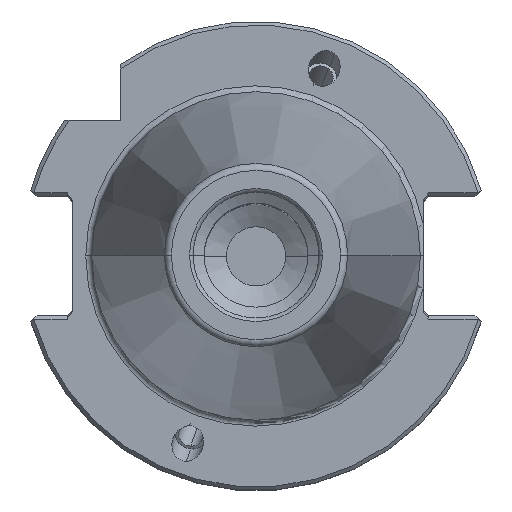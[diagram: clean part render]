
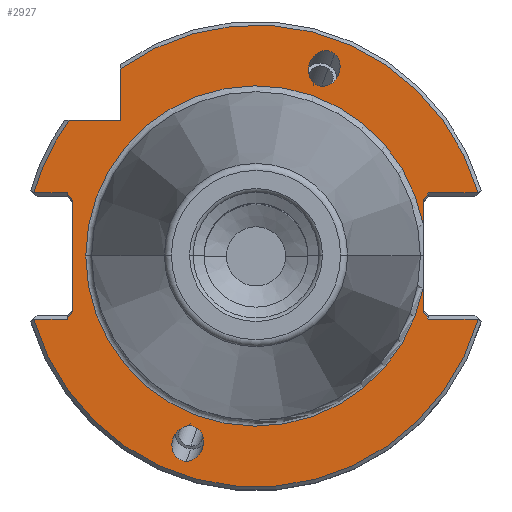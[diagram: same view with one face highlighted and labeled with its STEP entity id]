
A CAD part, top view. The second image highlights one B-rep face of the part: STEP entity #2927.
In plain terms, the highlighted planar face has unit normal (0, 0, 1).
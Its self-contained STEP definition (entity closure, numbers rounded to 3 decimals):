
#1065=VERTEX_POINT('NONE',#3108);
#1191=EDGE_CURVE('NONE',#2439,#2335,#3241,.T.);
#1291=VERTEX_POINT('NONE',#3351);
#1341=EDGE_CURVE('NONE',#2439,#3003,#3404,.F.);
#1359=EDGE_CURVE('NONE',#2225,#2277,#3422,.T.);
#1381=VERTEX_POINT('NONE',#3447);
#1393=EDGE_CURVE('NONE',#1291,#2611,#3460,.T.);
#1403=EDGE_CURVE('NONE',#1981,#2403,#3471,.T.);
#1417=EDGE_CURVE('NONE',#1065,#2431,#3488,.T.);
#1455=VERTEX_POINT('NONE',#3529);
#1501=VERTEX_POINT('NONE',#3581);
#1539=VERTEX_POINT('NONE',#3621);
#1555=VERTEX_POINT('NONE',#3640);
#1613=VERTEX_POINT('NONE',#3709);
#1813=EDGE_CURVE('NONE',#1455,#1981,#3931,.T.);
#1873=EDGE_CURVE('NONE',#2811,#1555,#3995,.T.);
#1949=VERTEX_POINT('NONE',#4081);
#1981=VERTEX_POINT('NONE',#4117);
#2037=VERTEX_POINT('NONE',#4179);
#2121=EDGE_CURVE('NONE',#2277,#1455,#4272,.T.);
#2181=EDGE_CURVE('NONE',#2431,#2225,#4340,.T.);
#2225=VERTEX_POINT('NONE',#4387);
#2265=VERTEX_POINT('NONE',#4438);
#2277=VERTEX_POINT('NONE',#4451);
#2335=VERTEX_POINT('NONE',#4513);
#2353=VERTEX_POINT('NONE',#4531);
#2363=EDGE_CURVE('NONE',#1949,#1381,#4543,.T.);
#2403=VERTEX_POINT('NONE',#4588);
#2415=EDGE_CURVE('NONE',#1613,#2265,#4601,.F.);
#2431=VERTEX_POINT('NONE',#4621);
#2437=EDGE_CURVE('NONE',#1539,#2037,#4627,.F.);
#2439=VERTEX_POINT('NONE',#4629);
#2503=EDGE_CURVE('NONE',#3003,#1381,#4704,.F.);
#2607=EDGE_CURVE('NONE',#2265,#1613,#4814,.T.);
#2611=VERTEX_POINT('NONE',#4818);
#2639=EDGE_CURVE('NONE',#2403,#2611,#4848,.T.);
#2797=EDGE_CURVE('NONE',#2037,#1539,#5025,.T.);
#2811=VERTEX_POINT('NONE',#5040);
#2815=EDGE_CURVE('NONE',#1065,#2811,#5045,.T.);
#2927=ADVANCED_FACE('NONE',(#5168,#5169,#5170),#5171,.T.);
#2939=EDGE_CURVE('NONE',#1501,#2353,#5185,.T.);
#2967=EDGE_CURVE('NONE',#1949,#2353,#5218,.T.);
#3003=VERTEX_POINT('NONE',#5259);
#3007=EDGE_CURVE('NONE',#1501,#1555,#5263,.T.);
#3021=EDGE_CURVE('NONE',#1291,#2335,#5279,.T.);
#3108=CARTESIAN_POINT('',(-25.295,18.35,-3.2));
#3241=LINE('',#5599,#5600);
#3351=CARTESIAN_POINT('',(23.35,-8.55,-3.2));
#3404=CIRCLE('',#5849,23.025);
#3422=LINE('',#5892,#5893);
#3447=CARTESIAN_POINT('',(22.6,4.403,-3.2));
#3460=LINE('',#5943,#5944);
#3471=LINE('',#5962,#5963);
#3488=CIRCLE('',#5986,31.25);
#3529=CARTESIAN_POINT('',(-24.8,-7.489,-3.2));
#3581=CARTESIAN_POINT('',(30.058,8.55,-3.2));
#3621=CARTESIAN_POINT('',(10.622,27.355,-3.2));
#3640=CARTESIAN_POINT('',(-18.35,25.295,-3.2));
#3709=CARTESIAN_POINT('',(-9.447,-27.783,-3.2));
#3931=LINE('',#6773,#6774);
#3995=LINE('',#6881,#6882);
#4081=CARTESIAN_POINT('',(22.6,7.489,-3.2));
#4117=CARTESIAN_POINT('',(-25.55,-8.55,-3.2));
#4179=CARTESIAN_POINT('',(7.847,23.388,-3.2));
#4272=LINE('',#7477,#7478);
#4340=LINE('',#7659,#7660);
#4387=CARTESIAN_POINT('',(-25.55,8.55,-3.2));
#4438=CARTESIAN_POINT('',(-9.022,-22.96,-3.2));
#4451=CARTESIAN_POINT('',(-24.8,7.489,-3.2));
#4513=CARTESIAN_POINT('',(22.6,-7.489,-3.2));
#4531=CARTESIAN_POINT('',(23.35,8.55,-3.2));
#4543=LINE('',#8040,#8041);
#4588=CARTESIAN_POINT('',(-30.058,-8.55,-3.2));
#4601=ELLIPSE('',#8116,2.45,2.1);
#4621=CARTESIAN_POINT('',(-30.058,8.55,-3.2));
#4627=ELLIPSE('',#8150,2.45,2.1);
#4629=CARTESIAN_POINT('',(22.6,-4.403,-3.2));
#4704=CIRCLE('',#8283,23.025);
#4814=ELLIPSE('',#8474,2.45,2.1);
#4818=CARTESIAN_POINT('',(30.058,-8.55,-3.2));
#4848=CIRCLE('',#8549,31.25);
#5025=ELLIPSE('',#9169,2.45,2.1);
#5040=CARTESIAN_POINT('',(-18.35,18.35,-3.2));
#5045=LINE('',#9194,#9195);
#5168=FACE_OUTER_BOUND('',#9394,.T.);
#5169=FACE_BOUND('',#9395,.T.);
#5170=FACE_BOUND('',#9396,.T.);
#5171=PLANE('',#9397);
#5185=LINE('',#9433,#9434);
#5218=LINE('',#9476,#9477);
#5259=CARTESIAN_POINT('',(-23.025,0.,-3.2));
#5263=CIRCLE('',#9537,31.25);
#5279=LINE('',#9560,#9561);
#5599=CARTESIAN_POINT('',(22.6,-26.113,-3.2));
#5600=VECTOR('',#9789,1.0);
#5849=AXIS2_PLACEMENT_3D('',#9968,#9969,#9970);
#5892=CARTESIAN_POINT('',(-3.771,-22.251,-3.2));
#5893=VECTOR('',#9977,1.0);
#5943=CARTESIAN_POINT('',(62.4,-8.55,-3.2));
#5944=VECTOR('',#10024,1.0);
#5962=CARTESIAN_POINT('',(-30.6,-8.55,-3.2));
#5963=VECTOR('',#10037,1.0);
#5986=AXIS2_PLACEMENT_3D('',#10068,#10069,#10070);
#6773=CARTESIAN_POINT('',(-28.39,-12.566,-3.2));
#6774=VECTOR('',#10567,1.0);
#6881=CARTESIAN_POINT('',(-18.35,-16.938,-3.2));
#6882=VECTOR('',#10628,1.0);
#7477=CARTESIAN_POINT('',(-24.8,-26.113,-3.2));
#7478=VECTOR('',#10966,1.0);
#7659=CARTESIAN_POINT('',(-30.6,8.55,-3.2));
#7660=VECTOR('',#11072,1.0);
#8040=CARTESIAN_POINT('',(22.6,-26.113,-3.2));
#8041=VECTOR('',#11309,1.0);
#8116=AXIS2_PLACEMENT_3D('',#11368,#11369,#11370);
#8150=AXIS2_PLACEMENT_3D('',#11405,#11406,#11407);
#8283=AXIS2_PLACEMENT_3D('',#11531,#11532,#11533);
#8474=AXIS2_PLACEMENT_3D('',#11614,#11615,#11616);
#8549=AXIS2_PLACEMENT_3D('',#11645,#11646,#11647);
#9169=AXIS2_PLACEMENT_3D('',#11844,#11845,#11846);
#9194=CARTESIAN_POINT('',(-19.175,18.35,-3.2));
#9195=VECTOR('',#11865,1.0);
#9394=EDGE_LOOP('',(#12012,#12013,#12014,#12015,#12016,#12017,#12018,#12019,#12020,#12021,#12022,#12023,#12024,#12025,#12026,#12027,#12028,#12029));
#9395=EDGE_LOOP('',(#12030,#12031));
#9396=EDGE_LOOP('',(#12032,#12033));
#9397=AXIS2_PLACEMENT_3D('',#12034,#12035,#12036);
#9433=CARTESIAN_POINT('',(62.4,8.55,-3.2));
#9434=VECTOR('',#12059,1.0);
#9476=CARTESIAN_POINT('',(5.016,-17.379,-3.2));
#9477=VECTOR('',#12113,1.0);
#9537=AXIS2_PLACEMENT_3D('',#12176,#12177,#12178);
#9560=CARTESIAN_POINT('',(29.635,-17.438,-3.2));
#9561=VECTOR('',#12201,1.);
#9789=DIRECTION('',(0.,-1.0,0.0));
#9968=CARTESIAN_POINT('',(0.0,0.0,-3.2));
#9969=DIRECTION('',(-0.0,0.0,1.0));
#9970=DIRECTION('',(0.0,1.0,0.0));
#9977=DIRECTION('',(0.577,-0.816,-0.0));
#10024=DIRECTION('',(1.0,0.,-0.0));
#10037=DIRECTION('',(-1.0,0.,0.0));
#10068=CARTESIAN_POINT('',(0.0,0.0,-3.2));
#10069=DIRECTION('',(-0.0,0.0,1.0));
#10070=DIRECTION('',(1.0,0.,0.0));
#10567=DIRECTION('',(-0.577,-0.816,0.0));
#10628=DIRECTION('',(0.,1.0,0.0));
#10966=DIRECTION('',(0.,-1.0,0.0));
#11072=DIRECTION('',(1.0,0.,-0.0));
#11309=DIRECTION('',(0.,-1.0,0.0));
#11368=CARTESIAN_POINT('',(-9.235,-25.372,-3.2));
#11369=DIRECTION('',(-0.0,0.0,1.0));
#11370=DIRECTION('',(0.342,0.94,0.0));
#11405=CARTESIAN_POINT('',(9.235,25.372,-3.2));
#11406=DIRECTION('',(0.0,0.0,1.0));
#11407=DIRECTION('',(-0.342,-0.94,0.0));
#11531=CARTESIAN_POINT('',(0.0,0.0,-3.2));
#11532=DIRECTION('',(-0.0,0.0,1.0));
#11533=DIRECTION('',(0.0,1.0,0.0));
#11614=CARTESIAN_POINT('',(-9.235,-25.372,-3.2));
#11615=DIRECTION('',(0.0,0.0,-1.0));
#11616=DIRECTION('',(0.342,0.94,0.0));
#11645=CARTESIAN_POINT('',(0.0,0.0,-3.2));
#11646=DIRECTION('',(-0.0,0.0,1.0));
#11647=DIRECTION('',(1.0,0.,0.0));
#11844=CARTESIAN_POINT('',(9.235,25.372,-3.2));
#11845=DIRECTION('',(-0.0,0.0,-1.0));
#11846=DIRECTION('',(-0.342,-0.94,0.0));
#11865=DIRECTION('',(1.0,0.,0.0));
#12012=ORIENTED_EDGE('',*,*,#1403,.T.);
#12013=ORIENTED_EDGE('',*,*,#2639,.T.);
#12014=ORIENTED_EDGE('',*,*,#1393,.F.);
#12015=ORIENTED_EDGE('',*,*,#3021,.T.);
#12016=ORIENTED_EDGE('',*,*,#1191,.F.);
#12017=ORIENTED_EDGE('',*,*,#1341,.T.);
#12018=ORIENTED_EDGE('',*,*,#2503,.T.);
#12019=ORIENTED_EDGE('',*,*,#2363,.F.);
#12020=ORIENTED_EDGE('',*,*,#2967,.T.);
#12021=ORIENTED_EDGE('',*,*,#2939,.F.);
#12022=ORIENTED_EDGE('',*,*,#3007,.T.);
#12023=ORIENTED_EDGE('',*,*,#1873,.F.);
#12024=ORIENTED_EDGE('',*,*,#2815,.F.);
#12025=ORIENTED_EDGE('',*,*,#1417,.T.);
#12026=ORIENTED_EDGE('',*,*,#2181,.T.);
#12027=ORIENTED_EDGE('',*,*,#1359,.T.);
#12028=ORIENTED_EDGE('',*,*,#2121,.T.);
#12029=ORIENTED_EDGE('',*,*,#1813,.T.);
#12030=ORIENTED_EDGE('',*,*,#2607,.T.);
#12031=ORIENTED_EDGE('',*,*,#2415,.T.);
#12032=ORIENTED_EDGE('',*,*,#2797,.T.);
#12033=ORIENTED_EDGE('',*,*,#2437,.T.);
#12034=CARTESIAN_POINT('',(0.,-52.225,-3.2));
#12035=DIRECTION('',(0.0,0.0,1.0));
#12036=DIRECTION('',(-1.0,0.,0.0));
#12059=DIRECTION('',(-1.0,0.,0.0));
#12113=DIRECTION('',(0.577,0.816,0.0));
#12176=CARTESIAN_POINT('',(0.0,0.0,-3.2));
#12177=DIRECTION('',(-0.0,0.0,1.0));
#12178=DIRECTION('',(1.0,0.,0.0));
#12201=DIRECTION('',(-0.577,0.816,0.0));
